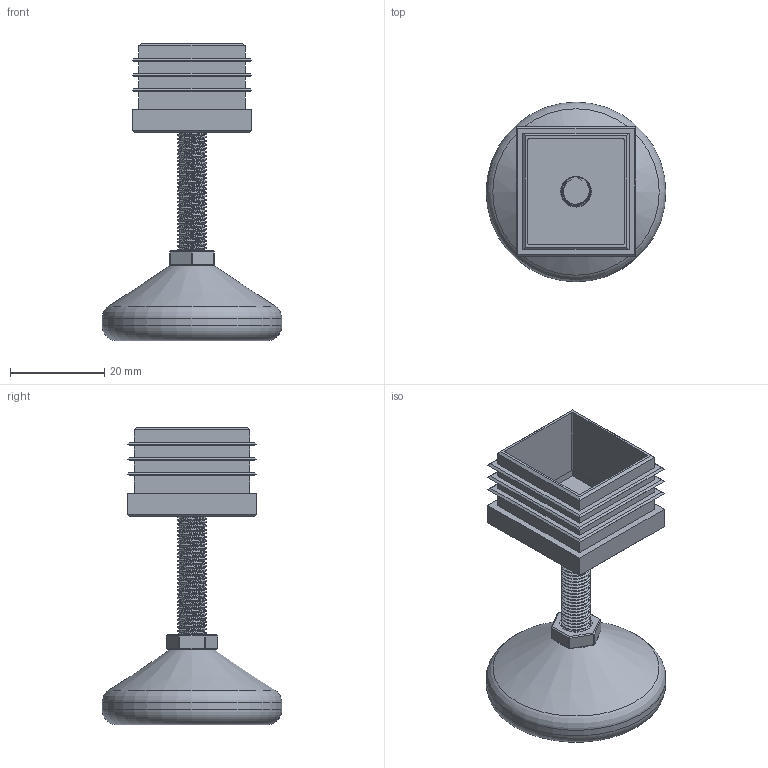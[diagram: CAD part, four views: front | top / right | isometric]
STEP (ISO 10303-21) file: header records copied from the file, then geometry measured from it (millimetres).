
FILE_DESCRIPTION(('STEP AP214'),'1');
FILE_NAME('100-328.stp','2014-07-12T22:48:17',(' '),(' '),'Spatial InterOp 3D',' ',' ');
FILE_SCHEMA(('automotive_design'));
Length unit declared in the file: metre
Products named in the file (4): 1; 2; 3; 4
Bounding box: 38.1 x 38.1 x 63.02 mm (x, y, z)
Volume: 15234.8 mm3; surface area: 9809.3 mm2
Topology: 4 solids, 4 shells, 130 faces, 291 edges, 166 vertices
Faces by surface type: plane 95, cylinder 15, cone 13, torus 4, bspline 3
Full cylindrical faces by diameter (mm): 6.35 x1, 6.528 x1, 38.1 x1
Entity records: 12333 total; most frequent: CARTESIAN_POINT 8478, DIRECTION 557, ORIENTED_EDGE 540, EDGE_CURVE 270, LINE 225, VECTOR 225, AXIS2_PLACEMENT_3D 166, VERTEX_POINT 165
